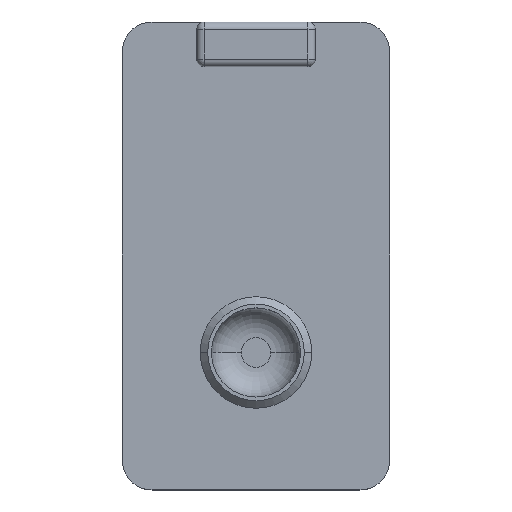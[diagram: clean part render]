
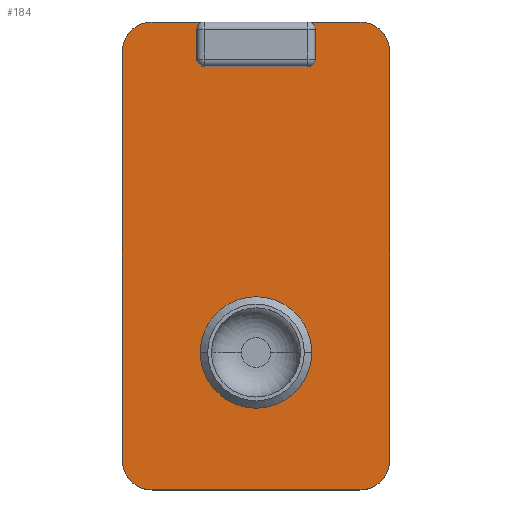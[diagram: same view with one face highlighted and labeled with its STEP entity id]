
A CAD part, top view. The second image highlights one B-rep face of the part: STEP entity #184.
In plain terms, the highlighted planar face has unit normal (0, 0, 1).
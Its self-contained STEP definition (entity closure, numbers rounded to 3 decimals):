
#5 = CARTESIAN_POINT ( 'NONE',  ( 3.5, 13.25, 2.5 ) ) ;
#8 = CARTESIAN_POINT ( 'NONE',  ( 4., 13.25, 2.5 ) ) ;
#10 = CARTESIAN_POINT ( 'NONE',  ( -9., -13.75, 2.5 ) ) ;
#12 = DIRECTION ( 'NONE',  ( 0., 0., -1. ) ) ;
#23 = VECTOR ( 'NONE', #937, 1000. ) ;
#38 = DIRECTION ( 'NONE',  ( 1., 0., 0. ) ) ;
#39 = CIRCLE ( 'NONE', #845, 0.5 ) ;
#42 = CARTESIAN_POINT ( 'NONE',  ( -7., -13.75, 2.5 ) ) ;
#59 = ORIENTED_EDGE ( 'NONE', *, *, #471, .T. ) ;
#75 = CARTESIAN_POINT ( 'NONE',  ( -7., 13.75, 2.5 ) ) ;
#80 = VERTEX_POINT ( 'NONE', #144 ) ;
#86 = ORIENTED_EDGE ( 'NONE', *, *, #1212, .T. ) ;
#94 = VERTEX_POINT ( 'NONE', #1067 ) ;
#95 = AXIS2_PLACEMENT_3D ( 'NONE', #5, #167, #386 ) ;
#121 = VERTEX_POINT ( 'NONE', #346 ) ;
#135 = VERTEX_POINT ( 'NONE', #395 ) ;
#136 = CARTESIAN_POINT ( 'NONE',  ( 7., -15.75, 2.5 ) ) ;
#139 = DIRECTION ( 'NONE',  ( 1., 0., 0. ) ) ;
#144 = CARTESIAN_POINT ( 'NONE',  ( -3.5, 15.75, 2.5 ) ) ;
#145 = DIRECTION ( 'NONE',  ( 0., 0., 1. ) ) ;
#154 = VECTOR ( 'NONE', #454, 1000. ) ;
#164 = VECTOR ( 'NONE', #419, 1000. ) ;
#167 = DIRECTION ( 'NONE',  ( 0., 0., -1. ) ) ;
#182 = VERTEX_POINT ( 'NONE', #8 ) ;
#184 = ADVANCED_FACE ( 'NONE', ( #787, #603 ), #488, .T. ) ;
#193 = ORIENTED_EDGE ( 'NONE', *, *, #746, .T. ) ;
#195 = CARTESIAN_POINT ( 'NONE',  ( 7., -13.75, 2.5 ) ) ;
#202 = CARTESIAN_POINT ( 'NONE',  ( -7., 15.75, 2.5 ) ) ;
#211 = AXIS2_PLACEMENT_3D ( 'NONE', #75, #846, #966 ) ;
#216 = DIRECTION ( 'NONE',  ( 0., 0., 1. ) ) ;
#222 = LINE ( 'NONE', #722, #164 ) ;
#225 = EDGE_CURVE ( 'NONE', #528, #333, #447, .T. ) ;
#252 = VECTOR ( 'NONE', #1238, 1000. ) ;
#253 = EDGE_CURVE ( 'NONE', #182, #121, #331, .T. ) ;
#268 = DIRECTION ( 'NONE',  ( 0., 0., 1. ) ) ;
#273 = DIRECTION ( 'NONE',  ( 1., 0., 0. ) ) ;
#287 = CARTESIAN_POINT ( 'NONE',  ( -3.5, 13.25, 2.5 ) ) ;
#298 = CIRCLE ( 'NONE', #616, 2. ) ;
#303 = CARTESIAN_POINT ( 'NONE',  ( -3.5, 15.25, 2.5 ) ) ;
#305 = EDGE_CURVE ( 'NONE', #439, #94, #1105, .T. ) ;
#312 = ORIENTED_EDGE ( 'NONE', *, *, #1188, .T. ) ;
#314 = DIRECTION ( 'NONE',  ( 0., 0., 1. ) ) ;
#317 = VERTEX_POINT ( 'NONE', #1100 ) ;
#320 = CARTESIAN_POINT ( 'NONE',  ( -4., 15.25, 2.5 ) ) ;
#331 = LINE ( 'NONE', #1209, #23 ) ;
#333 = VERTEX_POINT ( 'NONE', #350 ) ;
#337 = CARTESIAN_POINT ( 'NONE',  ( -4., 15.75, 2.5 ) ) ;
#338 = VERTEX_POINT ( 'NONE', #534 ) ;
#346 = CARTESIAN_POINT ( 'NONE',  ( 4., 15.25, 2.5 ) ) ;
#350 = CARTESIAN_POINT ( 'NONE',  ( -4., 13.25, 2.5 ) ) ;
#357 = DIRECTION ( 'NONE',  ( 1., 0., 0. ) ) ;
#359 = EDGE_LOOP ( 'NONE', ( #674, #593, #86, #312, #577, #657, #59, #855, #193, #1023, #1065, #396, #678, #1140, #518, #1169 ) ) ;
#376 = EDGE_CURVE ( 'NONE', #80, #609, #911, .T. ) ;
#382 = VECTOR ( 'NONE', #550, 1000. ) ;
#386 = DIRECTION ( 'NONE',  ( 1., 0., 0. ) ) ;
#395 = CARTESIAN_POINT ( 'NONE',  ( 3.5, 15.75, 2.5 ) ) ;
#396 = ORIENTED_EDGE ( 'NONE', *, *, #486, .T. ) ;
#408 = AXIS2_PLACEMENT_3D ( 'NONE', #1179, #145, #531 ) ;
#419 = DIRECTION ( 'NONE',  ( 0., -1., 0. ) ) ;
#423 = AXIS2_PLACEMENT_3D ( 'NONE', #287, #964, #357 ) ;
#425 = EDGE_CURVE ( 'NONE', #609, #338, #436, .T. ) ;
#436 = CIRCLE ( 'NONE', #211, 2. ) ;
#439 = VERTEX_POINT ( 'NONE', #668 ) ;
#446 = LINE ( 'NONE', #613, #382 ) ;
#447 = LINE ( 'NONE', #337, #154 ) ;
#454 = DIRECTION ( 'NONE',  ( 0., -1., 0. ) ) ;
#457 = EDGE_CURVE ( 'NONE', #758, #317, #867, .T. ) ;
#470 = CIRCLE ( 'NONE', #423, 0.5 ) ;
#471 = EDGE_CURVE ( 'NONE', #567, #685, #766, .T. ) ;
#483 = AXIS2_PLACEMENT_3D ( 'NONE', #798, #216, #38 ) ;
#486 = EDGE_CURVE ( 'NONE', #182, #317, #928, .T. ) ;
#488 = PLANE ( 'NONE',  #1066 ) ;
#496 = CARTESIAN_POINT ( 'NONE',  ( -9., 15.75, 2.5 ) ) ;
#510 = EDGE_CURVE ( 'NONE', #528, #80, #39, .T. ) ;
#518 = ORIENTED_EDGE ( 'NONE', *, *, #225, .F. ) ;
#528 = VERTEX_POINT ( 'NONE', #320 ) ;
#531 = DIRECTION ( 'NONE',  ( 1., 0., 0. ) ) ;
#534 = CARTESIAN_POINT ( 'NONE',  ( -9., 13.75, 2.5 ) ) ;
#550 = DIRECTION ( 'NONE',  ( -1., 0., 0. ) ) ;
#567 = VERTEX_POINT ( 'NONE', #1181 ) ;
#577 = ORIENTED_EDGE ( 'NONE', *, *, #864, .T. ) ;
#593 = ORIENTED_EDGE ( 'NONE', *, *, #425, .T. ) ;
#594 = ORIENTED_EDGE ( 'NONE', *, *, #305, .F. ) ;
#597 = EDGE_CURVE ( 'NONE', #1168, #567, #298, .T. ) ;
#599 = VECTOR ( 'NONE', #972, 1000. ) ;
#603 = FACE_OUTER_BOUND ( 'NONE', #359, .T. ) ;
#605 = EDGE_LOOP ( 'NONE', ( #594, #640 ) ) ;
#607 = DIRECTION ( 'NONE',  ( 1., 0., 0. ) ) ;
#609 = VERTEX_POINT ( 'NONE', #202 ) ;
#612 = CARTESIAN_POINT ( 'NONE',  ( 3.5, 15.25, 2.5 ) ) ;
#613 = CARTESIAN_POINT ( 'NONE',  ( 9., 15.75, 2.5 ) ) ;
#616 = AXIS2_PLACEMENT_3D ( 'NONE', #195, #314, #1087 ) ;
#621 = VERTEX_POINT ( 'NONE', #788 ) ;
#640 = ORIENTED_EDGE ( 'NONE', *, *, #652, .F. ) ;
#652 = EDGE_CURVE ( 'NONE', #94, #439, #907, .T. ) ;
#657 = ORIENTED_EDGE ( 'NONE', *, *, #597, .T. ) ;
#663 = CARTESIAN_POINT ( 'NONE',  ( 9., 15.75, 2.5 ) ) ;
#668 = CARTESIAN_POINT ( 'NONE',  ( -3.75, -6.5, 2.5 ) ) ;
#674 = ORIENTED_EDGE ( 'NONE', *, *, #376, .T. ) ;
#678 = ORIENTED_EDGE ( 'NONE', *, *, #457, .F. ) ;
#685 = VERTEX_POINT ( 'NONE', #990 ) ;
#700 = CIRCLE ( 'NONE', #971, 0.5 ) ;
#713 = DIRECTION ( 'NONE',  ( 1., 0., 0. ) ) ;
#717 = AXIS2_PLACEMENT_3D ( 'NONE', #925, #1016, #139 ) ;
#722 = CARTESIAN_POINT ( 'NONE',  ( -9., -15.75, 2.5 ) ) ;
#746 = EDGE_CURVE ( 'NONE', #621, #135, #446, .T. ) ;
#758 = VERTEX_POINT ( 'NONE', #810 ) ;
#766 = LINE ( 'NONE', #1149, #599 ) ;
#770 = DIRECTION ( 'NONE',  ( -1., 0., 0. ) ) ;
#784 = VECTOR ( 'NONE', #770, 1000. ) ;
#787 = FACE_BOUND ( 'NONE', #605, .T. ) ;
#788 = CARTESIAN_POINT ( 'NONE',  ( 7., 15.75, 2.5 ) ) ;
#798 = CARTESIAN_POINT ( 'NONE',  ( 0., -6.5, 2.5 ) ) ;
#810 = CARTESIAN_POINT ( 'NONE',  ( -3.5, 12.75, 2.5 ) ) ;
#821 = DIRECTION ( 'NONE',  ( 0., 0., 1. ) ) ;
#837 = EDGE_CURVE ( 'NONE', #758, #333, #470, .T. ) ;
#845 = AXIS2_PLACEMENT_3D ( 'NONE', #303, #12, #607 ) ;
#846 = DIRECTION ( 'NONE',  ( 0., 0., 1. ) ) ;
#855 = ORIENTED_EDGE ( 'NONE', *, *, #1170, .T. ) ;
#858 = CARTESIAN_POINT ( 'NONE',  ( 9., -15.75, 2.5 ) ) ;
#864 = EDGE_CURVE ( 'NONE', #1129, #1168, #1143, .T. ) ;
#867 = LINE ( 'NONE', #1131, #252 ) ;
#907 = CIRCLE ( 'NONE', #483, 3.75 ) ;
#911 = LINE ( 'NONE', #663, #784 ) ;
#922 = DIRECTION ( 'NONE',  ( 0., 0., -1. ) ) ;
#925 = CARTESIAN_POINT ( 'NONE',  ( 0., -6.5, 2.5 ) ) ;
#928 = CIRCLE ( 'NONE', #95, 0.5 ) ;
#929 = CARTESIAN_POINT ( 'NONE',  ( -7., -15.75, 2.5 ) ) ;
#937 = DIRECTION ( 'NONE',  ( 0., 1., 0. ) ) ;
#952 = VERTEX_POINT ( 'NONE', #10 ) ;
#964 = DIRECTION ( 'NONE',  ( 0., 0., -1. ) ) ;
#965 = CIRCLE ( 'NONE', #408, 2. ) ;
#966 = DIRECTION ( 'NONE',  ( 1., 0., 0. ) ) ;
#971 = AXIS2_PLACEMENT_3D ( 'NONE', #612, #922, #713 ) ;
#972 = DIRECTION ( 'NONE',  ( 0., 1., 0. ) ) ;
#990 = CARTESIAN_POINT ( 'NONE',  ( 9., 13.75, 2.5 ) ) ;
#1016 = DIRECTION ( 'NONE',  ( 0., 0., 1. ) ) ;
#1022 = CIRCLE ( 'NONE', #1207, 2. ) ;
#1023 = ORIENTED_EDGE ( 'NONE', *, *, #1109, .T. ) ;
#1065 = ORIENTED_EDGE ( 'NONE', *, *, #253, .F. ) ;
#1066 = AXIS2_PLACEMENT_3D ( 'NONE', #496, #268, #1229 ) ;
#1067 = CARTESIAN_POINT ( 'NONE',  ( 3.75, -6.5, 2.5 ) ) ;
#1087 = DIRECTION ( 'NONE',  ( 1., 0., 0. ) ) ;
#1100 = CARTESIAN_POINT ( 'NONE',  ( 3.5, 12.75, 2.5 ) ) ;
#1105 = CIRCLE ( 'NONE', #717, 3.75 ) ;
#1109 = EDGE_CURVE ( 'NONE', #135, #121, #700, .T. ) ;
#1111 = DIRECTION ( 'NONE',  ( 1., 0., 0. ) ) ;
#1127 = VECTOR ( 'NONE', #273, 1000. ) ;
#1129 = VERTEX_POINT ( 'NONE', #929 ) ;
#1131 = CARTESIAN_POINT ( 'NONE',  ( -4., 12.75, 2.5 ) ) ;
#1140 = ORIENTED_EDGE ( 'NONE', *, *, #837, .T. ) ;
#1143 = LINE ( 'NONE', #858, #1127 ) ;
#1149 = CARTESIAN_POINT ( 'NONE',  ( 9., -15.75, 2.5 ) ) ;
#1168 = VERTEX_POINT ( 'NONE', #136 ) ;
#1169 = ORIENTED_EDGE ( 'NONE', *, *, #510, .T. ) ;
#1170 = EDGE_CURVE ( 'NONE', #685, #621, #965, .T. ) ;
#1179 = CARTESIAN_POINT ( 'NONE',  ( 7., 13.75, 2.5 ) ) ;
#1181 = CARTESIAN_POINT ( 'NONE',  ( 9., -13.75, 2.5 ) ) ;
#1188 = EDGE_CURVE ( 'NONE', #952, #1129, #1022, .T. ) ;
#1207 = AXIS2_PLACEMENT_3D ( 'NONE', #42, #821, #1111 ) ;
#1209 = CARTESIAN_POINT ( 'NONE',  ( 4., 15.75, 2.5 ) ) ;
#1212 = EDGE_CURVE ( 'NONE', #338, #952, #222, .T. ) ;
#1229 = DIRECTION ( 'NONE',  ( 1., 0., 0. ) ) ;
#1238 = DIRECTION ( 'NONE',  ( 1., 0., 0. ) ) ;
